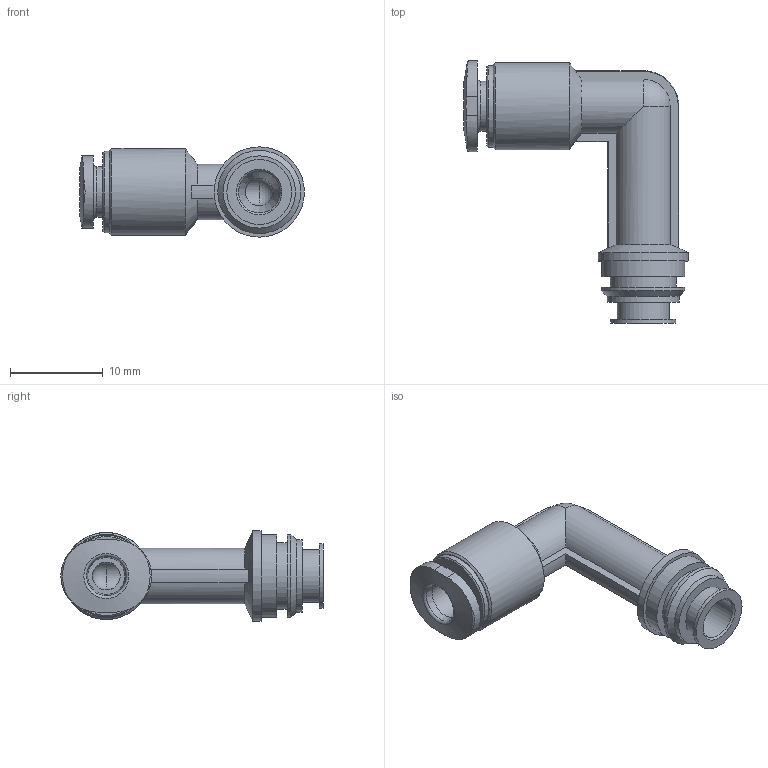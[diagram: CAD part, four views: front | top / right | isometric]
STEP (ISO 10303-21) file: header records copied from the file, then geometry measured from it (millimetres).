
FILE_DESCRIPTION(/* description */ ('STEP AP214'),/* implementation_level */ '2;1');
FILE_NAME(/* name */ '132603_QSPLLK10-4',/* time_stamp */ '2024-09-14T14:41:52+02:00',/* author */ ('License CC BY-ND 4.0'),/* organization */ ('CADENAS'),/* preprocessor_version */ 'ST-DEVELOPER v19.3',/* originating_system */ 'PARTsolutions',/* authorisation */ ' ');
FILE_SCHEMA (('AUTOMOTIVE_DESIGN {1 0 10303 214 3 1 1}'));
Length unit declared in the file: millimetre
Products named in the file (1): 132603 QSPLLK10-4
Bounding box: 24.27 x 28.3 x 9.75 mm (x, y, z)
Volume: 1424 mm3; surface area: 1795.7 mm2
Topology: 1 solids, 1 shells, 57 faces, 130 edges, 82 vertices
Faces by surface type: cylinder 24, plane 16, cone 9, torus 4, sphere 4
Full cylindrical faces by diameter (mm): 3 x2, 4 x1, 4.5 x1, 5.4 x1, 5.65 x1, 7 x1, 7.15 x1, 7.8 x1, 8.8 x1, 8.97 x2, 9.4 x1, 9.75 x1
Entity records: 1892 total; most frequent: CARTESIAN_POINT 290, DIRECTION 258, ORIENTED_EDGE 200, AXIS2_PLACEMENT_3D 118, EDGE_CURVE 100, EDGE_LOOP 92, FACE_BOUND 92, VERTEX_POINT 78
